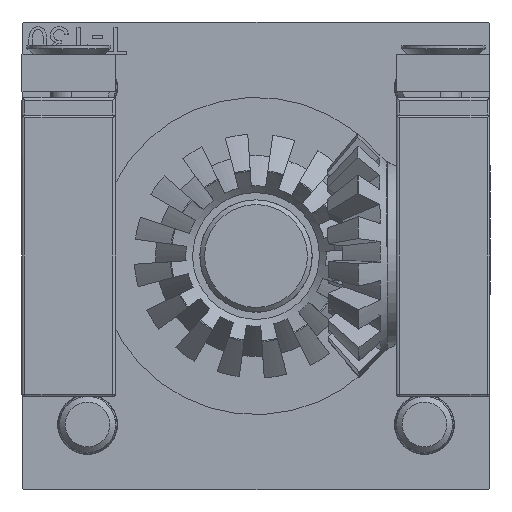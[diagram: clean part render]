
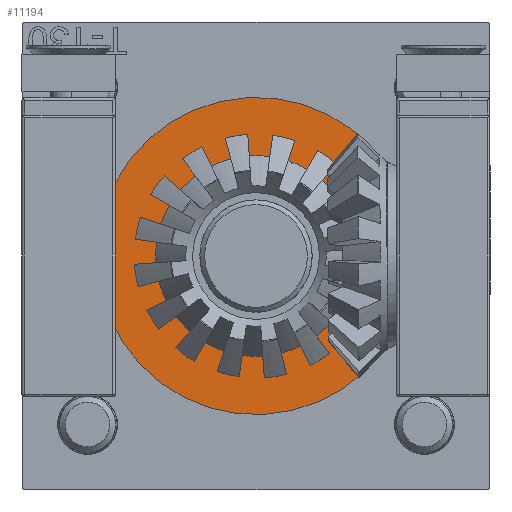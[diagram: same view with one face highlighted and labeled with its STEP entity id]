
A CAD part, left-side view. The second image highlights one B-rep face of the part: STEP entity #11194.
In plain terms, the highlighted planar face has unit normal (-1, 0, 0).
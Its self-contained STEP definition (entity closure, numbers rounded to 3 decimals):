
#4299=ORIENTED_EDGE('',*,*,#6645,.F.);
#4300=ORIENTED_EDGE('',*,*,#6603,.T.);
#6603=EDGE_CURVE('',#7931,#7931,#8614,.T.);
#6645=EDGE_CURVE('',#7962,#7962,#8624,.T.);
#7931=VERTEX_POINT('',#22989);
#7962=VERTEX_POINT('',#23220);
#8614=CIRCLE('',#15878,16.95);
#8624=CIRCLE('',#15908,8.65);
#9376=EDGE_LOOP('',(#4299));
#9377=EDGE_LOOP('',(#4300));
#10181=FACE_BOUND('',#9376,.T.);
#10182=FACE_BOUND('',#9377,.T.);
#10666=PLANE('',#15907);
#11194=ADVANCED_FACE('',(#10181,#10182),#10666,.T.);
#15878=AXIS2_PLACEMENT_3D('',#22988,#18180,#18181);
#15907=AXIS2_PLACEMENT_3D('',#23218,#18247,#18248);
#15908=AXIS2_PLACEMENT_3D('',#23219,#18249,#18250);
#18180=DIRECTION('',(-1.,0.,0.));
#18181=DIRECTION('',(0.,0.226,0.974));
#18247=DIRECTION('',(-1.,0.,0.));
#18248=DIRECTION('',(0.,0.226,0.974));
#18249=DIRECTION('',(-1.,0.,0.));
#18250=DIRECTION('',(0.,0.226,0.974));
#22988=CARTESIAN_POINT('',(25.2,29.964,0.));
#22989=CARTESIAN_POINT('',(25.2,33.795,16.511));
#23218=CARTESIAN_POINT('',(25.2,38.39,-1.955));
#23219=CARTESIAN_POINT('',(25.2,29.964,0.));
#23220=CARTESIAN_POINT('',(25.2,31.919,8.426));
